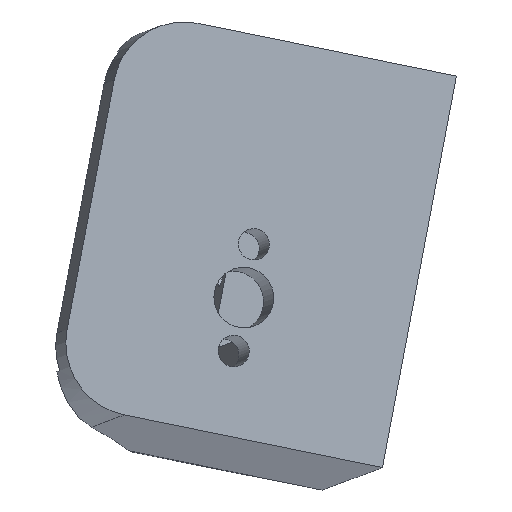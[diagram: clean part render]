
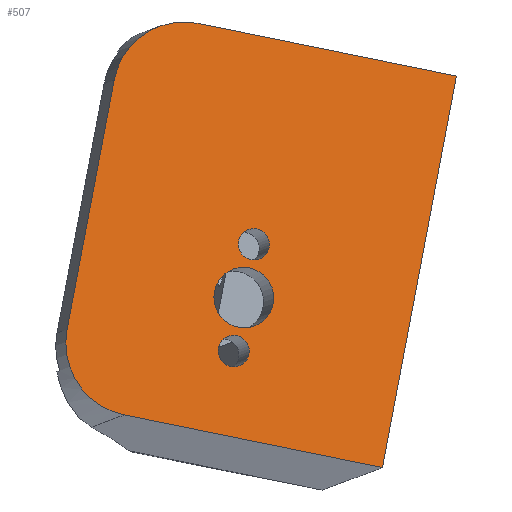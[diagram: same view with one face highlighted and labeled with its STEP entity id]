
A CAD part, left-side view. The second image highlights one B-rep face of the part: STEP entity #507.
In plain terms, the highlighted planar face has unit normal (-0.984, -0.168, 0.063).
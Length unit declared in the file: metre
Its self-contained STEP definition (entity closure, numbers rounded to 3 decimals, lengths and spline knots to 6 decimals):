
#29=PLANE('',#557);
#75=LINE('',#883,#112);
#76=LINE('',#884,#113);
#77=LINE('',#886,#114);
#78=LINE('',#888,#115);
#112=VECTOR('',#654,1.);
#113=VECTOR('',#655,1.);
#114=VECTOR('',#656,1.);
#115=VECTOR('',#657,1.);
#181=ORIENTED_EDGE('',*,*,#302,.F.);
#182=ORIENTED_EDGE('',*,*,#266,.T.);
#183=ORIENTED_EDGE('',*,*,#303,.F.);
#184=ORIENTED_EDGE('',*,*,#304,.F.);
#185=ORIENTED_EDGE('',*,*,#305,.F.);
#186=ORIENTED_EDGE('',*,*,#260,.T.);
#187=ORIENTED_EDGE('',*,*,#306,.F.);
#188=ORIENTED_EDGE('',*,*,#307,.T.);
#189=ORIENTED_EDGE('',*,*,#308,.T.);
#260=EDGE_CURVE('',#328,#327,#373,.T.);
#266=EDGE_CURVE('',#334,#333,#374,.T.);
#302=EDGE_CURVE('',#334,#327,#75,.T.);
#303=EDGE_CURVE('',#359,#333,#76,.T.);
#304=EDGE_CURVE('',#360,#359,#77,.T.);
#305=EDGE_CURVE('',#328,#360,#78,.T.);
#306=EDGE_CURVE('',#361,#361,#381,.T.);
#307=EDGE_CURVE('',#362,#362,#382,.T.);
#308=EDGE_CURVE('',#363,#363,#383,.T.);
#327=VERTEX_POINT('',#726);
#328=VERTEX_POINT('',#728);
#333=VERTEX_POINT('',#749);
#334=VERTEX_POINT('',#751);
#359=VERTEX_POINT('',#885);
#360=VERTEX_POINT('',#887);
#361=VERTEX_POINT('',#890);
#362=VERTEX_POINT('',#892);
#363=VERTEX_POINT('',#894);
#373=CIRCLE('',#539,0.006);
#374=CIRCLE('',#541,0.006);
#381=CIRCLE('',#558,0.0025);
#382=CIRCLE('',#559,0.0013);
#383=CIRCLE('',#560,0.0013);
#405=EDGE_LOOP('',(#181,#182,#183,#184,#185,#186));
#406=EDGE_LOOP('',(#187));
#407=EDGE_LOOP('',(#188));
#408=EDGE_LOOP('',(#189));
#451=FACE_BOUND('',#405,.T.);
#452=FACE_BOUND('',#406,.T.);
#453=FACE_BOUND('',#407,.T.);
#454=FACE_BOUND('',#408,.T.);
#507=ADVANCED_FACE('',(#451,#452,#453,#454),#29,.T.);
#539=AXIS2_PLACEMENT_3D('',#727,#592,#593);
#541=AXIS2_PLACEMENT_3D('',#750,#599,#600);
#557=AXIS2_PLACEMENT_3D('',#882,#652,#653);
#558=AXIS2_PLACEMENT_3D('',#889,#658,#659);
#559=AXIS2_PLACEMENT_3D('',#891,#660,#661);
#560=AXIS2_PLACEMENT_3D('',#893,#662,#663);
#592=DIRECTION('',(-0.984,-0.168,0.063));
#593=DIRECTION('',(0.152,-0.968,-0.197));
#599=DIRECTION('',(-0.984,-0.168,0.063));
#600=DIRECTION('',(0.152,-0.968,-0.197));
#652=DIRECTION('',(-0.984,-0.168,0.063));
#653=DIRECTION('',(0.152,-0.968,-0.197));
#654=DIRECTION('',(0.094,-0.185,0.978));
#655=DIRECTION('',(-0.152,0.968,0.197));
#656=DIRECTION('',(-0.094,0.185,-0.978));
#657=DIRECTION('',(0.152,-0.968,-0.197));
#658=DIRECTION('',(-0.984,-0.168,0.063));
#659=DIRECTION('',(0.152,-0.968,-0.197));
#660=DIRECTION('',(0.984,0.168,-0.063));
#661=DIRECTION('',(-0.152,0.968,0.197));
#662=DIRECTION('',(0.984,0.168,-0.063));
#663=DIRECTION('',(-0.152,0.968,0.197));
#726=CARTESIAN_POINT('',(0.118047,-0.056227,0.258358));
#727=CARTESIAN_POINT('',(0.118962,-0.062037,0.257173));
#728=CARTESIAN_POINT('',(0.119524,-0.063145,0.263043));
#749=CARTESIAN_POINT('',(0.11643,-0.057049,0.230759));
#750=CARTESIAN_POINT('',(0.116993,-0.058158,0.236629));
#751=CARTESIAN_POINT('',(0.116078,-0.052347,0.237814));
#882=CARTESIAN_POINT('',(0.119196,-0.067845,0.245321));
#883=CARTESIAN_POINT('',(0.115516,-0.051239,0.231944));
#884=CARTESIAN_POINT('',(0.115516,-0.051239,0.231944));
#885=CARTESIAN_POINT('',(0.119783,-0.078354,0.226415));
#886=CARTESIAN_POINT('',(0.119783,-0.078354,0.226415));
#887=CARTESIAN_POINT('',(0.122877,-0.08445,0.258699));
#888=CARTESIAN_POINT('',(0.11861,-0.057335,0.264228));
#889=CARTESIAN_POINT('',(0.118727,-0.066921,0.24043));
#890=CARTESIAN_POINT('',(0.119108,-0.069342,0.239936));
#891=CARTESIAN_POINT('',(0.119149,-0.067752,0.244832));
#892=CARTESIAN_POINT('',(0.118951,-0.066493,0.245089));
#893=CARTESIAN_POINT('',(0.118306,-0.06609,0.236027));
#894=CARTESIAN_POINT('',(0.118107,-0.064831,0.236284));
